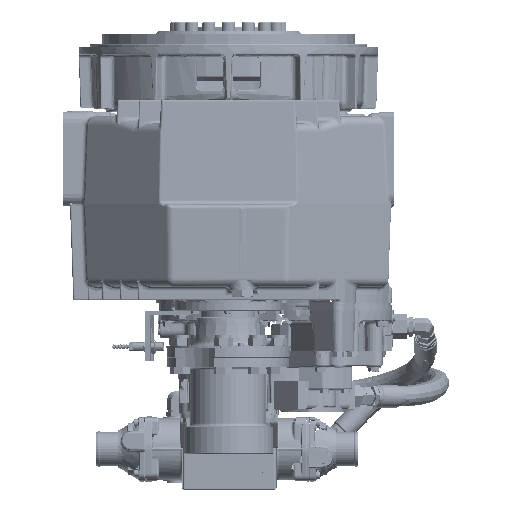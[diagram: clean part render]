
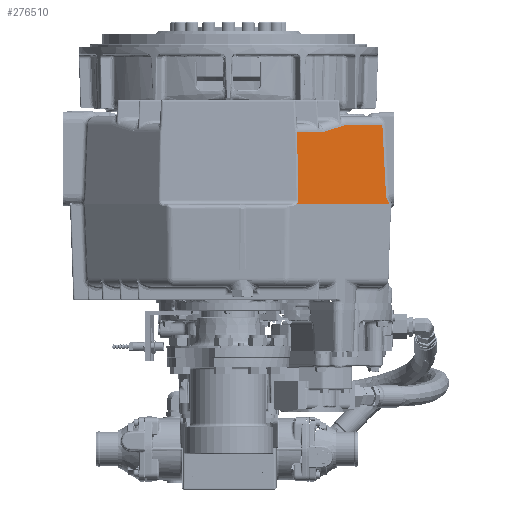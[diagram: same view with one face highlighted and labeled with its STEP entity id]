
A CAD part, front view. The second image highlights one B-rep face of the part: STEP entity #276510.
In plain terms, the highlighted planar face has unit normal (0.707, -0.707, 0.035).
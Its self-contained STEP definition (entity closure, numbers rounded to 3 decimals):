
#8768 = EDGE_LOOP ( 'NONE', ( #82980, #82982, #82987, #82990, #82994, #83000, #83003, #83007, #83012 ) ) ;
#26191 = CARTESIAN_POINT ( 'NONE',  ( 217.172, -275.59, -23.882 ) ) ;
#26238 = CARTESIAN_POINT ( 'NONE',  ( 283.87, -208.892, -23.882 ) ) ;
#29256 = CARTESIAN_POINT ( 'NONE',  ( 175.293, -318.111, -36.882 ) ) ;
#29427 = CARTESIAN_POINT ( 'NONE',  ( 128.647, -370.972, -162.719 ) ) ;
#29451 = CARTESIAN_POINT ( 'NONE',  ( 298.059, -201.935, -170.335 ) ) ;
#29455 = CARTESIAN_POINT ( 'NONE',  ( 290.412, -208.663, -151.719 ) ) ;
#35151 = EDGE_CURVE ( 'NONE', #129165, #129169, #202341, .T. ) ;
#65589 = LINE ( 'NONE', #76116, #65593 ) ;
#65593 = VECTOR ( 'NONE', #76118, 1000. ) ;
#65882 = VECTOR ( 'NONE', #77528, 1000. ) ;
#65892 = LINE ( 'NONE', #77525, #65882 ) ;
#65991 = LINE ( 'NONE', #77856, #66009 ) ;
#66009 = VECTOR ( 'NONE', #77858, 1000. ) ;
#66020 = LINE ( 'NONE', #77862, #66023 ) ;
#66023 = VECTOR ( 'NONE', #77865, 1000. ) ;
#66026 = LINE ( 'NONE', #77869, #66029 ) ;
#66029 = VECTOR ( 'NONE', #77871, 1000. ) ;
#76116 = CARTESIAN_POINT ( 'NONE',  ( 223.432, -269.234, -21.938 ) ) ;
#76118 = DIRECTION ( 'NONE',  ( -0.686, -0.696, -0.213 ) ) ;
#77180 = AXIS2_PLACEMENT_3D ( 'NONE', #93529, #93564, #93567 ) ;
#77474 = CARTESIAN_POINT ( 'NONE',  ( 128.647, -370.972, -162.719 ) ) ;
#77525 = CARTESIAN_POINT ( 'NONE',  ( 128.723, -371.155, -167.963 ) ) ;
#77528 = DIRECTION ( 'NONE',  ( 0.014, -0.035, -0.999 ) ) ;
#77564 = CARTESIAN_POINT ( 'NONE',  ( 128.648, -370.974, -162.782 ) ) ;
#77566 = CARTESIAN_POINT ( 'NONE',  ( 128.648, -370.976, -162.844 ) ) ;
#77569 = CARTESIAN_POINT ( 'NONE',  ( 128.648, -370.98, -162.907 ) ) ;
#77771 = CARTESIAN_POINT ( 'NONE',  ( 298.059, -201.935, -170.335 ) ) ;
#77816 = CARTESIAN_POINT ( 'NONE',  ( 293.417, -206.317, -165.045 ) ) ;
#77818 = CARTESIAN_POINT ( 'NONE',  ( 290.763, -208.651, -158.586 ) ) ;
#77820 = CARTESIAN_POINT ( 'NONE',  ( 290.412, -208.663, -151.719 ) ) ;
#77856 = CARTESIAN_POINT ( 'NONE',  ( 246.702, -246.702, -36.882 ) ) ;
#77858 = DIRECTION ( 'NONE',  ( -0.707, -0.707, 0. ) ) ;
#77862 = CARTESIAN_POINT ( 'NONE',  ( 283.876, -208.892, -24. ) ) ;
#77865 = DIRECTION ( 'NONE',  ( -0.051, -0.002, 0.999 ) ) ;
#77869 = CARTESIAN_POINT ( 'NONE',  ( 249.997, -249.997, -170.335 ) ) ;
#77871 = DIRECTION ( 'NONE',  ( 0.707, 0.707, 0. ) ) ;
#82980 = ORIENTED_EDGE ( 'NONE', *, *, #250571, .T. ) ;
#82982 = ORIENTED_EDGE ( 'NONE', *, *, #250376, .T. ) ;
#82987 = ORIENTED_EDGE ( 'NONE', *, *, #250410, .T. ) ;
#82990 = ORIENTED_EDGE ( 'NONE', *, *, #35151, .T. ) ;
#82994 = ORIENTED_EDGE ( 'NONE', *, *, #250586, .T. ) ;
#83000 = ORIENTED_EDGE ( 'NONE', *, *, #250556, .T. ) ;
#83003 = ORIENTED_EDGE ( 'NONE', *, *, #250579, .T. ) ;
#83007 = ORIENTED_EDGE ( 'NONE', *, *, #277799, .T. ) ;
#83012 = ORIENTED_EDGE ( 'NONE', *, *, #249817, .T. ) ;
#86272 =( BOUNDED_CURVE ( )  B_SPLINE_CURVE ( 3, ( #77474, #77564, #77566, #77569 ),
 .UNSPECIFIED., .F., .T. ) 
 B_SPLINE_CURVE_WITH_KNOTS ( ( 4, 4 ),
 ( 6.269, 6.283 ),
 .UNSPECIFIED. ) 
 CURVE ( )  GEOMETRIC_REPRESENTATION_ITEM ( )  RATIONAL_B_SPLINE_CURVE ( ( 1., 1., 1., 1. ) ) 
 REPRESENTATION_ITEM ( '' )  );
#86321 =( BOUNDED_CURVE ( )  B_SPLINE_CURVE ( 3, ( #77771, #77816, #77818, #77820 ),
 .UNSPECIFIED., .F., .T. ) 
 B_SPLINE_CURVE_WITH_KNOTS ( ( 4, 4 ),
 ( 5.542, 6.232 ),
 .UNSPECIFIED. ) 
 CURVE ( )  GEOMETRIC_REPRESENTATION_ITEM ( )  RATIONAL_B_SPLINE_CURVE ( ( 1., 0.961, 0.961, 1. ) ) 
 REPRESENTATION_ITEM ( '' )  );
#93522 = PLANE ( 'NONE',  #77180 ) ;
#93529 = CARTESIAN_POINT ( 'NONE',  ( 250., -250., -170.44 ) ) ;
#93564 = DIRECTION ( 'NONE',  ( 0.707, -0.707, 0.035 ) ) ;
#93567 = DIRECTION ( 'NONE',  ( 0.707, 0.707, 0. ) ) ;
#97144 = FACE_OUTER_BOUND ( 'NONE', #8768, .T. ) ;
#125435 = CARTESIAN_POINT ( 'NONE',  ( 126.827, -366.577, -36.882 ) ) ;
#125447 = CARTESIAN_POINT ( 'NONE',  ( 128.648, -370.98, -162.907 ) ) ;
#125451 = CARTESIAN_POINT ( 'NONE',  ( 126.223, -373.772, -170.335 ) ) ;
#129153 = VERTEX_POINT ( 'NONE', #125435 ) ;
#129165 = VERTEX_POINT ( 'NONE', #125447 ) ;
#129169 = VERTEX_POINT ( 'NONE', #125451 ) ;
#161220 = CARTESIAN_POINT ( 'NONE',  ( 128.648, -370.98, -162.907 ) ) ;
#161229 = CARTESIAN_POINT ( 'NONE',  ( 128.648, -371.114, -165.636 ) ) ;
#161231 = CARTESIAN_POINT ( 'NONE',  ( 127.813, -372.076, -168.193 ) ) ;
#161232 = CARTESIAN_POINT ( 'NONE',  ( 126.223, -373.772, -170.335 ) ) ;
#172627 = VERTEX_POINT ( 'NONE', #26191 ) ;
#172651 = VERTEX_POINT ( 'NONE', #26238 ) ;
#202341 =( BOUNDED_CURVE ( )  B_SPLINE_CURVE ( 3, ( #161220, #161229, #161231, #161232 ),
 .UNSPECIFIED., .F., .T. ) 
 B_SPLINE_CURVE_WITH_KNOTS ( ( 4, 4 ),
 ( 0., 0.62 ),
 .UNSPECIFIED. ) 
 CURVE ( )  GEOMETRIC_REPRESENTATION_ITEM ( )  RATIONAL_B_SPLINE_CURVE ( ( 1., 0.968, 0.968, 1. ) ) 
 REPRESENTATION_ITEM ( '' )  );
#215431 = CARTESIAN_POINT ( 'NONE',  ( 246.381, -246.381, -23.882 ) ) ;
#215434 = DIRECTION ( 'NONE',  ( -0.707, -0.707, 0. ) ) ;
#217100 = LINE ( 'NONE', #215431, #217106 ) ;
#217106 = VECTOR ( 'NONE', #215434, 1000. ) ;
#218001 = VERTEX_POINT ( 'NONE', #29256 ) ;
#218129 = VERTEX_POINT ( 'NONE', #29427 ) ;
#218144 = VERTEX_POINT ( 'NONE', #29451 ) ;
#218147 = VERTEX_POINT ( 'NONE', #29455 ) ;
#249817 = EDGE_CURVE ( 'NONE', #172627, #218001, #65589, .T. ) ;
#250376 = EDGE_CURVE ( 'NONE', #129153, #218129, #65892, .T. ) ;
#250410 = EDGE_CURVE ( 'NONE', #218129, #129165, #86272, .T. ) ;
#250556 = EDGE_CURVE ( 'NONE', #218144, #218147, #86321, .T. ) ;
#250571 = EDGE_CURVE ( 'NONE', #218001, #129153, #65991, .T. ) ;
#250579 = EDGE_CURVE ( 'NONE', #218147, #172651, #66020, .T. ) ;
#250586 = EDGE_CURVE ( 'NONE', #129169, #218144, #66026, .T. ) ;
#276510 = ADVANCED_FACE ( 'NONE', ( #97144 ), #93522, .T. ) ;
#277799 = EDGE_CURVE ( 'NONE', #172651, #172627, #217100, .T. ) ;
